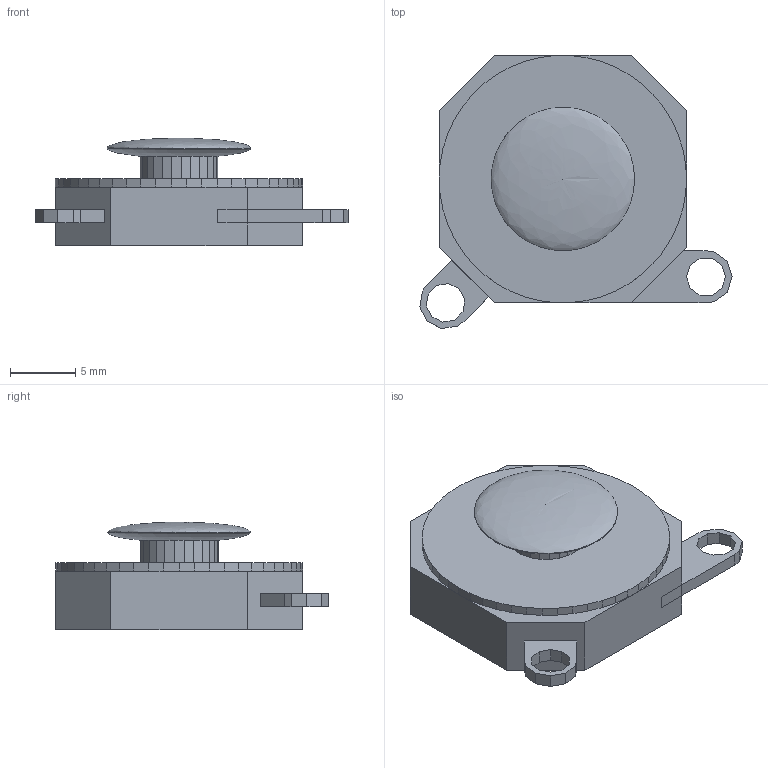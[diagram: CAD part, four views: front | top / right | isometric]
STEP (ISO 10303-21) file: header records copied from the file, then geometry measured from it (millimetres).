
FILE_DESCRIPTION(('FreeCAD Model'),'2;1');
FILE_NAME('pspnub.step','2017-02-19T21:53:08',( 'Author'),(''),'Open CASCADE STEP processor 6.8','FreeCAD','Unknown' );
FILE_SCHEMA(('AUTOMOTIVE_DESIGN_CC2 { 1 2 10303 214 -1 1 5 4 }'));
Length unit declared in the file: millimetre
Products named in the file (2): ASSEMBLY; Group
Assembly tree (1 placements, depth 2):
  ASSEMBLY
    Group
Bounding box: 23.98 x 20.98 x 8.25 mm (x, y, z)
Volume: 1811.9 mm3; surface area: 1244.5 mm2
Topology: 1 solids, 1 shells, 130 faces, 374 edges, 247 vertices
Faces by surface type: plane 128, revolution 2
Entity records: 10012 total; most frequent: CARTESIAN_POINT 2238, DIRECTION 1042, LINE 778, VECTOR 778, ORIENTED_EDGE 746, PCURVE 746, DEFINITIONAL_REPRESENTATION 746, EDGE_CURVE 373
